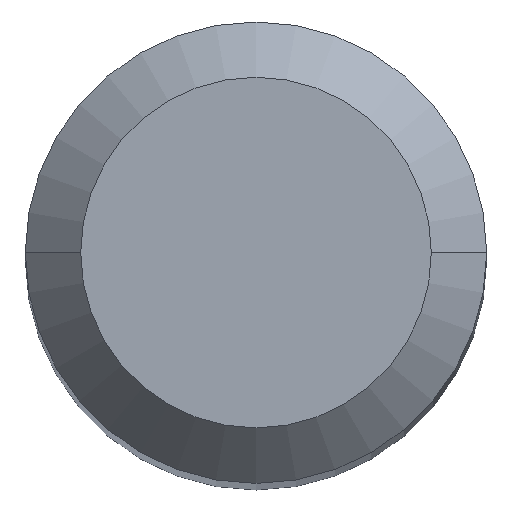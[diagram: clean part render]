
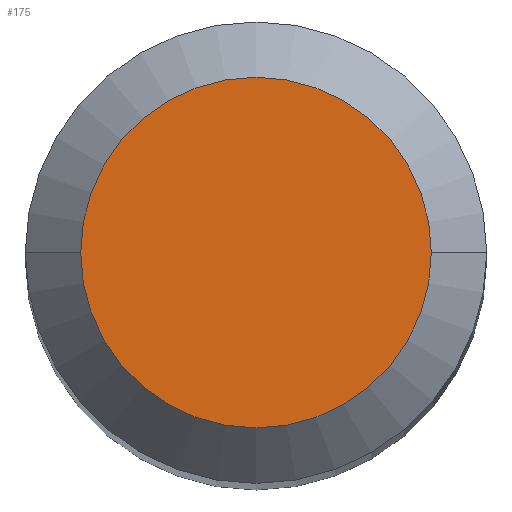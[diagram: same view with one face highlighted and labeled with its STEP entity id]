
A CAD part, top view. The second image highlights one B-rep face of the part: STEP entity #175.
In plain terms, the highlighted planar face has unit normal (0, 0, 1).
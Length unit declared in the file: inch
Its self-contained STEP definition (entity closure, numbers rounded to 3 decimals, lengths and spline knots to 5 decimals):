
#12 = DIRECTION ( 'NONE',  ( 0., 0., 1. ) ) ;
#21 = CARTESIAN_POINT ( 'NONE',  ( 0.0475, 0., 1.5 ) ) ;
#35 = DIRECTION ( 'NONE',  ( 0., 0., 1. ) ) ;
#39 = DIRECTION ( 'NONE',  ( 1., 0., 0. ) ) ;
#58 = AXIS2_PLACEMENT_3D ( 'NONE', #67, #63, #261 ) ;
#63 = DIRECTION ( 'NONE',  ( 0., 0., 1. ) ) ;
#64 = AXIS2_PLACEMENT_3D ( 'NONE', #280, #35, #39 ) ;
#67 = CARTESIAN_POINT ( 'NONE',  ( 0., 0., 1.5 ) ) ;
#88 = DIRECTION ( 'NONE',  ( 1., 0., 0. ) ) ;
#116 = EDGE_CURVE ( 'NONE', #260, #299, #170, .T. ) ;
#170 = CIRCLE ( 'NONE', #297, 0.0475 ) ;
#175 = ADVANCED_FACE ( 'NONE', ( #185 ), #282, .T. ) ;
#185 = FACE_OUTER_BOUND ( 'NONE', #250, .T. ) ;
#199 = CIRCLE ( 'NONE', #64, 0.0475 ) ;
#231 = CARTESIAN_POINT ( 'NONE',  ( -0.0475, 0., 1.5 ) ) ;
#250 = EDGE_LOOP ( 'NONE', ( #274, #254 ) ) ;
#254 = ORIENTED_EDGE ( 'NONE', *, *, #256, .T. ) ;
#256 = EDGE_CURVE ( 'NONE', #299, #260, #199, .T. ) ;
#260 = VERTEX_POINT ( 'NONE', #231 ) ;
#261 = DIRECTION ( 'NONE',  ( 1., 0., 0. ) ) ;
#274 = ORIENTED_EDGE ( 'NONE', *, *, #116, .T. ) ;
#280 = CARTESIAN_POINT ( 'NONE',  ( 0., 0., 1.5 ) ) ;
#282 = PLANE ( 'NONE',  #58 ) ;
#287 = CARTESIAN_POINT ( 'NONE',  ( 0., 0., 1.5 ) ) ;
#297 = AXIS2_PLACEMENT_3D ( 'NONE', #287, #12, #88 ) ;
#299 = VERTEX_POINT ( 'NONE', #21 ) ;
